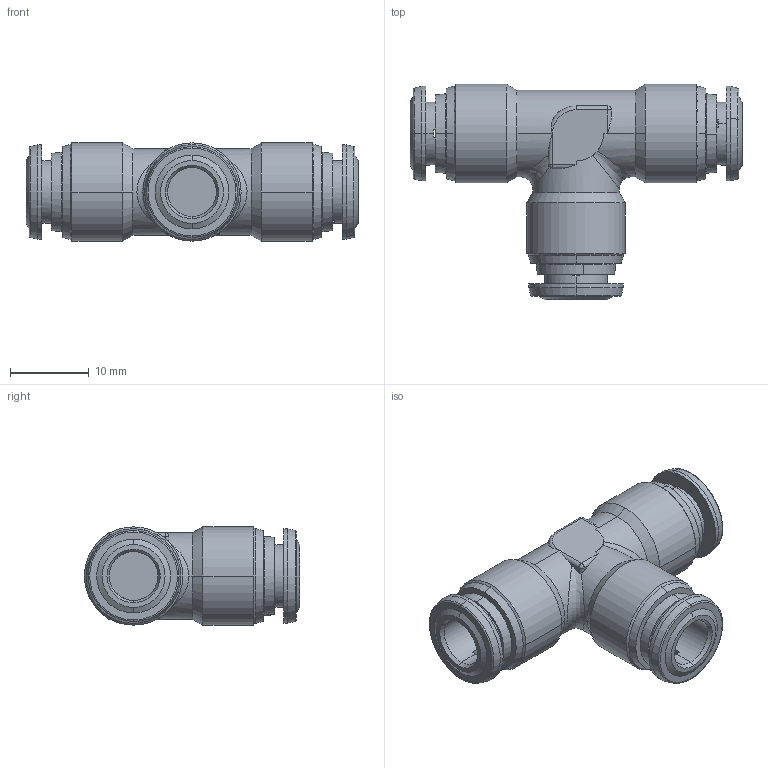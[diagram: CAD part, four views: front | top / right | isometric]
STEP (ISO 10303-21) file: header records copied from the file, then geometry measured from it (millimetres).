
FILE_DESCRIPTION (( 'STEP AP214' ), '1' );
FILE_NAME ('6023000002.step', '2012-10-16T16:35:12', ( '' ), ( '' ), 'SwSTEP 2.0', 'SolidWorks 2012', '' );
FILE_SCHEMA (( 'AUTOMOTIVE_DESIGN' ));
Length unit declared in the file: millimetre
Products named in the file (1): 6023000002
Bounding box: 42.2 x 27.35 x 12.5 mm (x, y, z)
Volume: 5592.2 mm3; surface area: 3144.6 mm2
Topology: 1 solids, 1 shells, 175 faces, 429 edges, 261 vertices
Faces by surface type: cone 54, cylinder 51, plane 46, bspline 12, torus 12
Entity records: 8101 total; most frequent: CARTESIAN_POINT 1994, DIRECTION 910, ORIENTED_EDGE 850, EDGE_CURVE 425, AXIS2_PLACEMENT_3D 370, VERTEX_POINT 261, CIRCLE 206, EDGE_LOOP 196
